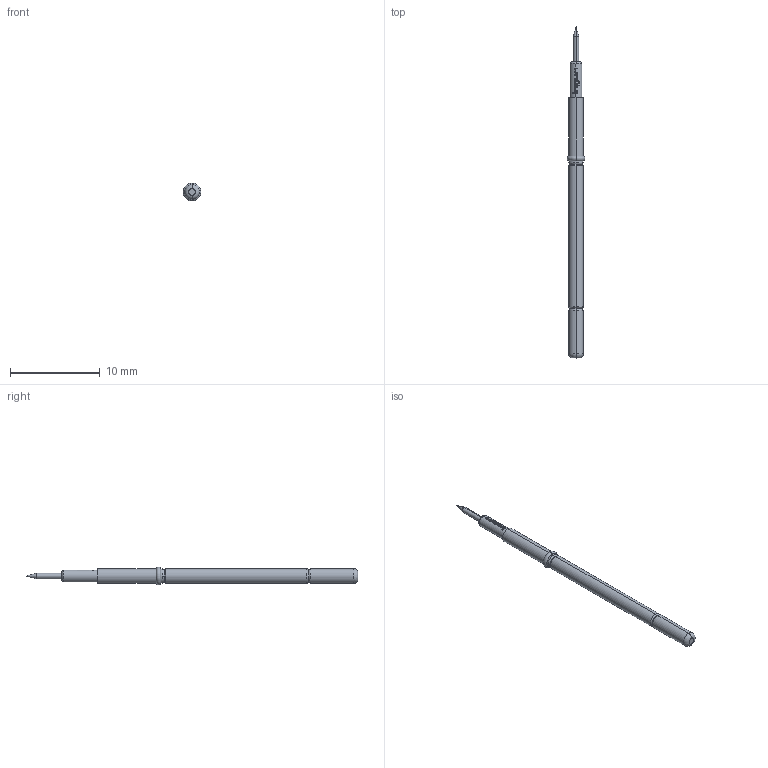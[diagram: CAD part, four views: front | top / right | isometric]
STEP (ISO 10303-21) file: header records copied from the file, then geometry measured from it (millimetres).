
FILE_DESCRIPTION (( 'STEP AP203' ), '1' );
FILE_NAME ('INGUN_GKS-912_201_060_R_xx07.STEP', '2021-09-21T13:01:57', ( 'ochi' ), ( '' ), 'SwSTEP 2.0', 'SolidWorks 2018', '' );
FILE_SCHEMA (( 'CONFIG_CONTROL_DESIGN' ));
Length unit declared in the file: millimetre
Products named in the file (1): INGUN_GKS-912_201_060_R_xx07
Bounding box: 2 x 37 x 2 mm (x, y, z)
Volume: 68.2 mm3; surface area: 177.9 mm2
Topology: 1 solids, 1 shells, 112 faces, 306 edges, 197 vertices
Faces by surface type: plane 42, cylinder 31, bspline 23, torus 14, cone 2
Entity records: 4569 total; most frequent: CARTESIAN_POINT 2137, ORIENTED_EDGE 608, DIRECTION 312, EDGE_CURVE 304, B_SPLINE_CURVE_WITH_KNOTS 222, VERTEX_POINT 197, AXIS2_PLACEMENT_3D 140, EDGE_LOOP 115
